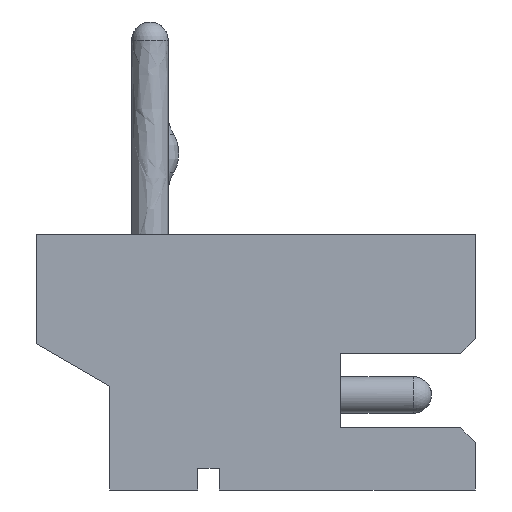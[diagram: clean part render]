
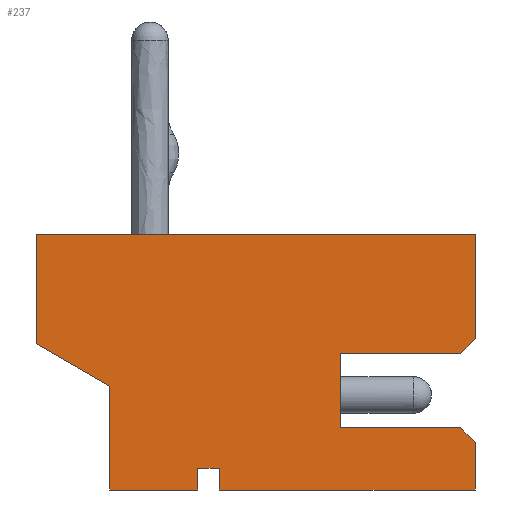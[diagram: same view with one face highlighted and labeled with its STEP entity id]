
A CAD part, left-side view. The second image highlights one B-rep face of the part: STEP entity #237.
In plain terms, the highlighted planar face has unit normal (-1, 0, 0).
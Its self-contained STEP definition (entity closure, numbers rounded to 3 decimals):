
#35=CARTESIAN_POINT('',(-8.25,0.,-1.1));
#36=VERTEX_POINT('',#35);
#37=CARTESIAN_POINT('',(-8.25,0.,-1.75));
#38=VERTEX_POINT('',#37);
#39=CARTESIAN_POINT('',(-8.25,0.,-1.1));
#40=DIRECTION('',(0.,0.,-1.));
#41=VECTOR('',#40,0.65);
#42=LINE('',#39,#41);
#43=EDGE_CURVE('',#36,#38,#42,.T.);
#102=CARTESIAN_POINT('',(-8.25,3.,0.));
#103=DIRECTION('',(0.,0.,1.));
#104=DIRECTION('',(-1.,0.,0.));
#105=AXIS2_PLACEMENT_3D('',#102,#104,#103);
#106=PLANE('',#105);
#107=CARTESIAN_POINT('',(-8.25,3.8,-1.75));
#108=VERTEX_POINT('',#107);
#109=CARTESIAN_POINT('',(-8.25,3.8,-1.45));
#110=VERTEX_POINT('',#109);
#111=CARTESIAN_POINT('',(-8.25,3.8,-1.75));
#112=DIRECTION('',(0.,0.,1.));
#113=VECTOR('',#112,0.3);
#114=LINE('',#111,#113);
#115=EDGE_CURVE('',#108,#110,#114,.T.);
#116=ORIENTED_EDGE('',*,*,#115,.T.);
#117=CARTESIAN_POINT('',(-8.25,3.5,-1.45));
#118=VERTEX_POINT('',#117);
#119=CARTESIAN_POINT('',(-8.25,3.8,-1.45));
#120=DIRECTION('',(0.,-1.,0.));
#121=VECTOR('',#120,0.3);
#122=LINE('',#119,#121);
#123=EDGE_CURVE('',#110,#118,#122,.T.);
#124=ORIENTED_EDGE('',*,*,#123,.T.);
#125=CARTESIAN_POINT('',(-8.25,3.5,-1.75));
#126=VERTEX_POINT('',#125);
#127=CARTESIAN_POINT('',(-8.25,3.5,-1.45));
#128=DIRECTION('',(0.,0.,-1.));
#129=VECTOR('',#128,0.3);
#130=LINE('',#127,#129);
#131=EDGE_CURVE('',#118,#126,#130,.T.);
#132=ORIENTED_EDGE('',*,*,#131,.T.);
#133=CARTESIAN_POINT('',(-8.25,3.5,-1.75));
#134=DIRECTION('',(0.,-1.,0.));
#135=VECTOR('',#134,3.5);
#136=LINE('',#133,#135);
#137=EDGE_CURVE('',#126,#38,#136,.T.);
#138=ORIENTED_EDGE('',*,*,#137,.T.);
#139=ORIENTED_EDGE('',*,*,#43,.F.);
#140=CARTESIAN_POINT('',(-8.25,0.2,-0.9));
#141=VERTEX_POINT('',#140);
#142=CARTESIAN_POINT('',(-8.25,0.,-1.1));
#143=CARTESIAN_POINT('',(-8.25,0.04,-1.06));
#144=CARTESIAN_POINT('',(-8.25,0.08,-1.02));
#145=CARTESIAN_POINT('',(-8.25,0.12,-0.98));
#146=CARTESIAN_POINT('',(-8.25,0.16,-0.94));
#147=CARTESIAN_POINT('',(-8.25,0.2,-0.9));
#148=B_SPLINE_CURVE_WITH_KNOTS('',5,(#142,#143,#144,#145,#146,#147),.UNSPECIFIED.,.F.,.U.,(6,6),(0.,0.283),.UNSPECIFIED.);
#149=EDGE_CURVE('',#36,#141,#148,.T.);
#150=ORIENTED_EDGE('',*,*,#149,.T.);
#151=CARTESIAN_POINT('',(-8.25,1.85,-0.9));
#152=VERTEX_POINT('',#151);
#153=CARTESIAN_POINT('',(-8.25,0.2,-0.9));
#154=DIRECTION('',(0.,1.,0.));
#155=VECTOR('',#154,1.65);
#156=LINE('',#153,#155);
#157=EDGE_CURVE('',#141,#152,#156,.T.);
#158=ORIENTED_EDGE('',*,*,#157,.T.);
#159=CARTESIAN_POINT('',(-8.25,1.85,0.12));
#160=VERTEX_POINT('',#159);
#161=CARTESIAN_POINT('',(-8.25,1.85,-0.9));
#162=DIRECTION('',(0.,0.,1.));
#163=VECTOR('',#162,1.02);
#164=LINE('',#161,#163);
#165=EDGE_CURVE('',#152,#160,#164,.T.);
#166=ORIENTED_EDGE('',*,*,#165,.T.);
#167=CARTESIAN_POINT('',(-8.25,0.2,0.12));
#168=VERTEX_POINT('',#167);
#169=CARTESIAN_POINT('',(-8.25,1.85,0.12));
#170=DIRECTION('',(0.,-1.,0.));
#171=VECTOR('',#170,1.65);
#172=LINE('',#169,#171);
#173=EDGE_CURVE('',#160,#168,#172,.T.);
#174=ORIENTED_EDGE('',*,*,#173,.T.);
#175=CARTESIAN_POINT('',(-8.25,0.,0.32));
#176=VERTEX_POINT('',#175);
#177=CARTESIAN_POINT('',(-8.25,0.2,0.12));
#178=CARTESIAN_POINT('',(-8.25,0.16,0.16));
#179=CARTESIAN_POINT('',(-8.25,0.12,0.2));
#180=CARTESIAN_POINT('',(-8.25,0.08,0.24));
#181=CARTESIAN_POINT('',(-8.25,0.04,0.28));
#182=CARTESIAN_POINT('',(-8.25,0.,0.32));
#183=B_SPLINE_CURVE_WITH_KNOTS('',5,(#177,#178,#179,#180,#181,#182),.UNSPECIFIED.,.F.,.U.,(6,6),(0.,0.283),.UNSPECIFIED.);
#184=EDGE_CURVE('',#168,#176,#183,.T.);
#185=ORIENTED_EDGE('',*,*,#184,.T.);
#186=CARTESIAN_POINT('',(-8.25,0.,1.75));
#187=VERTEX_POINT('',#186);
#188=CARTESIAN_POINT('',(-8.25,0.,0.32));
#189=DIRECTION('',(0.,0.,1.));
#190=VECTOR('',#189,1.43);
#191=LINE('',#188,#190);
#192=EDGE_CURVE('',#176,#187,#191,.T.);
#193=ORIENTED_EDGE('',*,*,#192,.T.);
#194=CARTESIAN_POINT('',(-8.25,6.,1.75));
#195=VERTEX_POINT('',#194);
#196=CARTESIAN_POINT('',(-8.25,0.,1.75));
#197=DIRECTION('',(0.,1.,0.));
#198=VECTOR('',#197,6.);
#199=LINE('',#196,#198);
#200=EDGE_CURVE('',#187,#195,#199,.T.);
#201=ORIENTED_EDGE('',*,*,#200,.T.);
#202=CARTESIAN_POINT('',(-8.25,6.,0.25));
#203=VERTEX_POINT('',#202);
#204=CARTESIAN_POINT('',(-8.25,6.,1.75));
#205=DIRECTION('',(0.,0.,-1.));
#206=VECTOR('',#205,1.5);
#207=LINE('',#204,#206);
#208=EDGE_CURVE('',#195,#203,#207,.T.);
#209=ORIENTED_EDGE('',*,*,#208,.T.);
#210=CARTESIAN_POINT('',(-8.25,5.,-0.33));
#211=VERTEX_POINT('',#210);
#212=CARTESIAN_POINT('',(-8.25,6.,0.25));
#213=CARTESIAN_POINT('',(-8.25,5.8,0.134));
#214=CARTESIAN_POINT('',(-8.25,5.6,0.018));
#215=CARTESIAN_POINT('',(-8.25,5.4,-0.098));
#216=CARTESIAN_POINT('',(-8.25,5.2,-0.214));
#217=CARTESIAN_POINT('',(-8.25,5.,-0.33));
#218=B_SPLINE_CURVE_WITH_KNOTS('',5,(#212,#213,#214,#215,#216,#217),.UNSPECIFIED.,.F.,.U.,(6,6),(0.,1.156),.UNSPECIFIED.);
#219=EDGE_CURVE('',#203,#211,#218,.T.);
#220=ORIENTED_EDGE('',*,*,#219,.T.);
#221=CARTESIAN_POINT('',(-8.25,5.,-1.75));
#222=VERTEX_POINT('',#221);
#223=CARTESIAN_POINT('',(-8.25,5.,-0.33));
#224=DIRECTION('',(0.,0.,-1.));
#225=VECTOR('',#224,1.42);
#226=LINE('',#223,#225);
#227=EDGE_CURVE('',#211,#222,#226,.T.);
#228=ORIENTED_EDGE('',*,*,#227,.T.);
#229=CARTESIAN_POINT('',(-8.25,5.,-1.75));
#230=DIRECTION('',(0.,-1.,0.));
#231=VECTOR('',#230,1.2);
#232=LINE('',#229,#231);
#233=EDGE_CURVE('',#222,#108,#232,.T.);
#234=ORIENTED_EDGE('',*,*,#233,.T.);
#235=EDGE_LOOP('',(#116,#124,#132,#138,#139,#150,#158,#166,#174,#185,#193,#201,#209,#220,#228,#234));
#236=FACE_OUTER_BOUND('',#235,.T.);
#237=ADVANCED_FACE('',(#236),#106,.T.);
